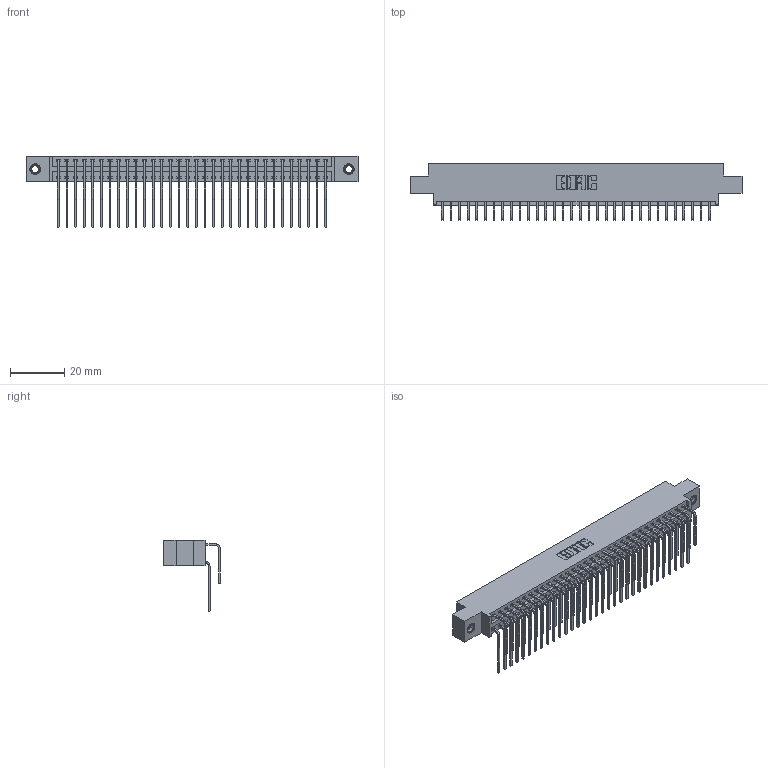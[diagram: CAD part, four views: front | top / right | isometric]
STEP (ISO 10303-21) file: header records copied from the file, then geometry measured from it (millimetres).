
FILE_DESCRIPTION (( 'STEP AP203' ), '1' );
FILE_NAME ('396-064-559-807.STEP', '2019-11-03T10:27:22', ( '' ), ( '' ), 'SwSTEP 2.0', 'SolidWorks 2016', '' );
FILE_SCHEMA (( 'CONFIG_CONTROL_DESIGN' ));
Length unit declared in the file: inch
Products named in the file (5): 345-250-001_345-250-005-103; 345-292-001_558 559 Tail - 1; 396-064-559-807; 346 Part_0.170 Offset - 0.156 Dia-TI; 345-292-001_559 Tail - 2
Assembly tree (67 placements, depth 2):
  396-064-559-807
    346 Part_0.170 Offset - 0.156 Dia-TI
    345-292-001_558 559 Tail - 1  x32
    345-292-001_559 Tail - 2  x32
    345-250-001_345-250-005-103  x2
Bounding box: 122.17 x 20.89 x 26.16 mm (x, y, z)
Volume: 12036.9 mm3; surface area: 18372.9 mm2
Topology: 67 solids, 67 shells, 3642 faces, 10781 edges, 7094 vertices
Faces by surface type: plane 2480, cylinder 1146, cone 12, torus 4
Entity records: 25332 total; most frequent: CARTESIAN_POINT 4226, ORIENTED_EDGE 4102, DIRECTION 3773, EDGE_CURVE 2051, VECTOR 1731, LINE 1731, VERTEX_POINT 1360, AXIS2_PLACEMENT_3D 1021
